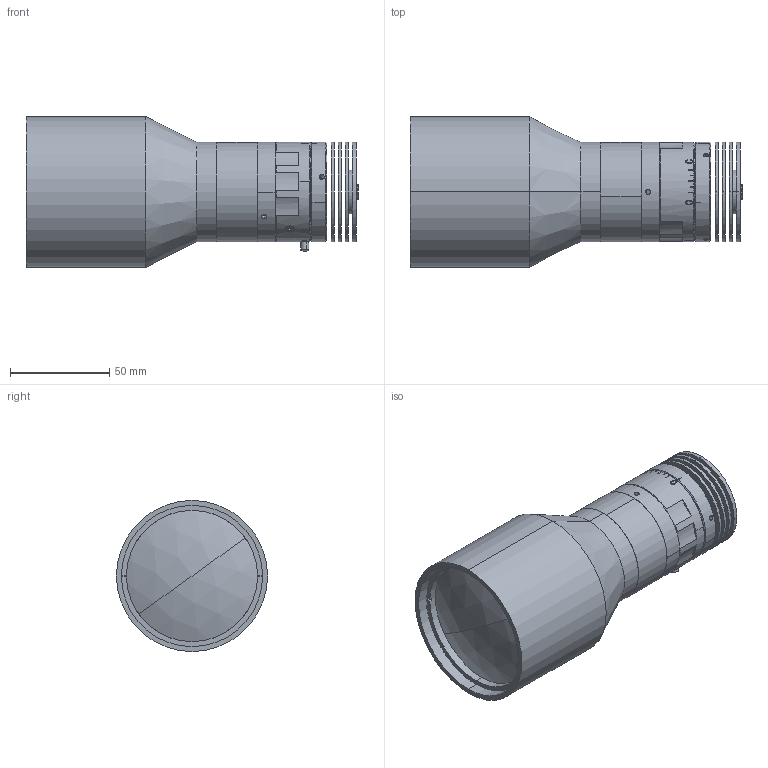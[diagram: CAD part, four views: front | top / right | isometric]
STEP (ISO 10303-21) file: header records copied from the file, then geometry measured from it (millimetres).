
FILE_DESCRIPTION (( 'STEP AP203' ), '1' );
FILE_NAME ('XF-PTI060-(C).STEP', '2019-06-27T02:23:36', ( 'lawlynn' ), ( '' ), 'SwSTEP 2.0', 'SolidWorks 2014', '' );
FILE_SCHEMA (( 'CONFIG_CONTROL_DESIGN' ));
Length unit declared in the file: millimetre
Products named in the file (1): XF-PTI060-(C)
Bounding box: 166.99 x 76 x 76 mm (x, y, z)
Surface area: 56340.1 mm2 (no closed solid volume)
Topology: 0 solids, 21 shells, 193 faces, 586 edges, 405 vertices
Faces by surface type: cylinder 80, plane 75, cone 20, bspline 8, torus 8, sphere 2
Entity records: 9595 total; most frequent: CARTESIAN_POINT 4338, DIRECTION 1111, ORIENTED_EDGE 949, EDGE_CURVE 584, AXIS2_PLACEMENT_3D 434, VERTEX_POINT 405, CIRCLE 248, VECTOR 243
